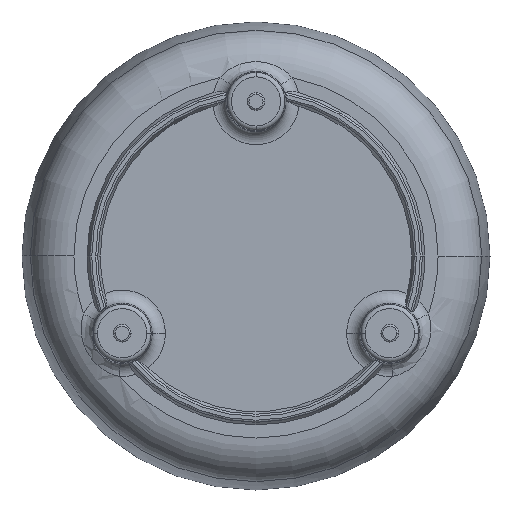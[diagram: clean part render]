
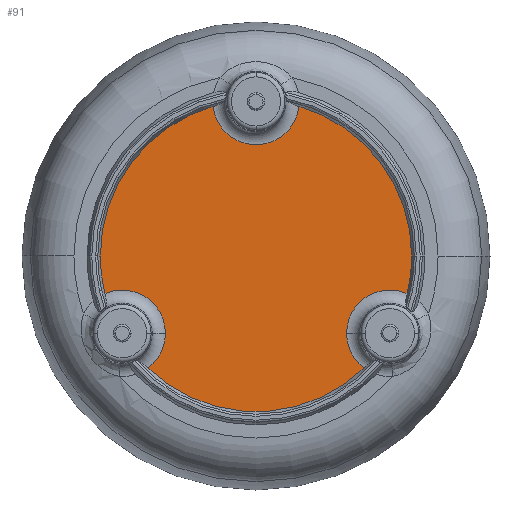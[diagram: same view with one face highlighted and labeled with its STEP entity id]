
A CAD part, front view. The second image highlights one B-rep face of the part: STEP entity #91.
In plain terms, the highlighted planar face has unit normal (0, -1, 0).
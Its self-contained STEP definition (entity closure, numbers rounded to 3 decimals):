
#91=ADVANCED_FACE('NONE',(#232),#233,.T.);
#232=FACE_OUTER_BOUND('',#423,.T.);
#233=PLANE('',#424);
#423=EDGE_LOOP('',(#2449,#2450,#2451,#2452,#2453,#2454,#2455,#2456,#2457,#2458));
#424=AXIS2_PLACEMENT_3D('',#2459,#2460,#2461);
#2449=ORIENTED_EDGE('',*,*,#2981,.T.);
#2450=ORIENTED_EDGE('',*,*,#2966,.T.);
#2451=ORIENTED_EDGE('',*,*,#2827,.T.);
#2452=ORIENTED_EDGE('',*,*,#2982,.T.);
#2453=ORIENTED_EDGE('',*,*,#2838,.T.);
#2454=ORIENTED_EDGE('',*,*,#2933,.T.);
#2455=ORIENTED_EDGE('',*,*,#2810,.T.);
#2456=ORIENTED_EDGE('',*,*,#2983,.T.);
#2457=ORIENTED_EDGE('',*,*,#2942,.T.);
#2458=ORIENTED_EDGE('',*,*,#2965,.T.);
#2459=CARTESIAN_POINT('',(0.,7.,0.0));
#2460=DIRECTION('',(0.,-1.0,0.0));
#2461=DIRECTION('',(0.0,0.0,-1.0));
#2810=EDGE_CURVE('NONE',#3046,#3044,#3047,.T.);
#2827=EDGE_CURVE('NONE',#3059,#3077,#3079,.T.);
#2838=EDGE_CURVE('NONE',#3097,#3098,#3099,.T.);
#2933=EDGE_CURVE('NONE',#3098,#3046,#3267,.T.);
#2942=EDGE_CURVE('NONE',#3280,#3278,#3281,.T.);
#2965=EDGE_CURVE('NONE',#3278,#3317,#3319,.T.);
#2966=EDGE_CURVE('NONE',#3320,#3059,#3321,.T.);
#2981=EDGE_CURVE('NONE',#3317,#3320,#3341,.T.);
#2982=EDGE_CURVE('NONE',#3077,#3097,#3342,.T.);
#2983=EDGE_CURVE('NONE',#3044,#3280,#3343,.T.);
#3044=VERTEX_POINT('',#3414);
#3046=VERTEX_POINT('NONE',#3417);
#3047=CIRCLE('',#3418,35.25);
#3059=VERTEX_POINT('',#3460);
#3077=VERTEX_POINT('NONE',#3497);
#3079=CIRCLE('',#3510,9.794);
#3097=VERTEX_POINT('NONE',#3542);
#3098=VERTEX_POINT('NONE',#3543);
#3099=CIRCLE('',#3544,35.25);
#3267=CIRCLE('',#3811,9.794);
#3278=VERTEX_POINT('NONE',#3832);
#3280=VERTEX_POINT('NONE',#3834);
#3281=CIRCLE('',#3835,9.794);
#3317=VERTEX_POINT('NONE',#3913);
#3319=CIRCLE('',#3926,9.794);
#3320=VERTEX_POINT('NONE',#3927);
#3321=CIRCLE('',#3928,9.794);
#3341=CIRCLE('',#3989,35.25);
#3342=CIRCLE('',#3990,35.25);
#3343=CIRCLE('',#3991,35.25);
#3414=CARTESIAN_POINT('',(-35.25,7.,0.));
#3417=CARTESIAN_POINT('',(-9.73,7.,33.88));
#3418=AXIS2_PLACEMENT_3D('',#4158,#4159,#4160);
#3460=CARTESIAN_POINT('',(20.516,7.,-17.5));
#3497=CARTESIAN_POINT('',(34.206,7.,-8.514));
#3510=AXIS2_PLACEMENT_3D('',#4186,#4187,#4188);
#3542=CARTESIAN_POINT('',(35.25,7.,0.0));
#3543=CARTESIAN_POINT('',(9.73,7.,33.88));
#3544=AXIS2_PLACEMENT_3D('',#4214,#4215,#4216);
#3811=AXIS2_PLACEMENT_3D('',#4439,#4440,#4441);
#3832=CARTESIAN_POINT('',(-20.516,7.,-17.5));
#3834=CARTESIAN_POINT('',(-34.206,7.,-8.514));
#3835=AXIS2_PLACEMENT_3D('',#4460,#4461,#4462);
#3913=CARTESIAN_POINT('',(-24.476,7.,-25.367));
#3926=AXIS2_PLACEMENT_3D('',#4508,#4509,#4510);
#3927=CARTESIAN_POINT('',(24.476,7.,-25.367));
#3928=AXIS2_PLACEMENT_3D('',#4511,#4512,#4513);
#3989=AXIS2_PLACEMENT_3D('',#4541,#4542,#4543);
#3990=AXIS2_PLACEMENT_3D('',#4544,#4545,#4546);
#3991=AXIS2_PLACEMENT_3D('',#4547,#4548,#4549);
#4158=CARTESIAN_POINT('',(0.,7.,0.0));
#4159=DIRECTION('',(0.,-1.0,0.0));
#4160=DIRECTION('',(1.0,0.,0.0));
#4186=CARTESIAN_POINT('',(30.311,7.,-17.5));
#4187=DIRECTION('',(0.,1.0,0.));
#4188=DIRECTION('',(1.0,0.,0.));
#4214=CARTESIAN_POINT('',(0.,7.,0.0));
#4215=DIRECTION('',(0.,-1.0,0.0));
#4216=DIRECTION('',(1.0,0.,0.0));
#4439=CARTESIAN_POINT('',(0.,7.,35.0));
#4440=DIRECTION('',(-0.0,1.0,0.0));
#4441=DIRECTION('',(1.0,0.0,0.0));
#4460=CARTESIAN_POINT('',(-30.311,7.,-17.5));
#4461=DIRECTION('',(0.,1.0,0.));
#4462=DIRECTION('',(1.0,0.0,0.));
#4508=CARTESIAN_POINT('',(-30.311,7.,-17.5));
#4509=DIRECTION('',(-0.0,1.0,0.0));
#4510=DIRECTION('',(1.0,0.0,0.0));
#4511=CARTESIAN_POINT('',(30.311,7.,-17.5));
#4512=DIRECTION('',(0.,1.0,0.));
#4513=DIRECTION('',(1.0,0.,0.));
#4541=CARTESIAN_POINT('',(0.,7.,0.0));
#4542=DIRECTION('',(0.,-1.0,0.0));
#4543=DIRECTION('',(1.0,0.,0.0));
#4544=CARTESIAN_POINT('',(0.,7.,0.0));
#4545=DIRECTION('',(0.,-1.0,0.0));
#4546=DIRECTION('',(1.0,0.,0.0));
#4547=CARTESIAN_POINT('',(0.,7.,0.0));
#4548=DIRECTION('',(0.,-1.0,0.0));
#4549=DIRECTION('',(1.0,0.,0.0));
